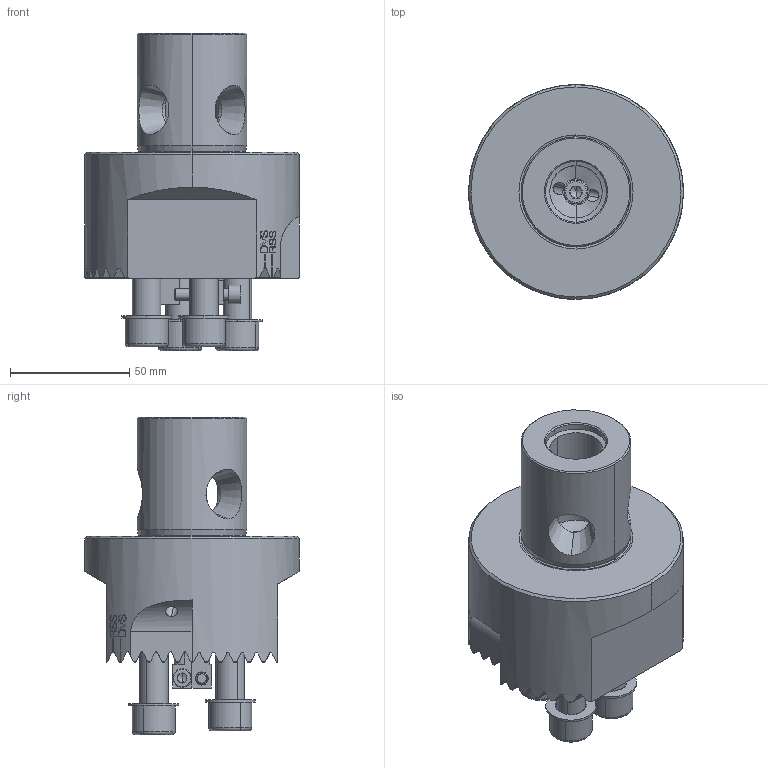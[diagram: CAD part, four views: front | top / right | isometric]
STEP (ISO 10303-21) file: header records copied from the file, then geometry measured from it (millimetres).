
FILE_DESCRIPTION(('no description'),'unknown implementation level');
FILE_NAME('A43B8BE5-C2BB-4D20-BE48-D835F005FBA9_export.stp',' ',('CIMSOURCE GmbH'),('CADClick - KiM GmbH - www.kimweb.de'),'unknown preprocess','ACIS','unknown authorization');
FILE_SCHEMA(('automotive_design'));
Length unit declared in the file: millimetre
Products named in the file (13): 319.701N Kaiser SW98-126(153)xCKN7|693.187 Kaiser ETL �13_21L_eingebaut;Rotation1; 319.701N Kaiser SW98-126(153)xCKN7|690.197 Kaiser ETL M5x0.5x23 spez;Verrundung1; 319.701N Kaiser SW98-126(153)xCKN7|690.970 Kaiser ETL M12x40_DIN 912 M12 x 20 --- 20C;Hex; 319.701N Kaiser SW98-126(153)xCKN7|690.173 Kaiser ETL M6x30_DIN 912 M6 x 30;Hex; 319.701N Kaiser SW98-126(153)xCKN7|319.730N Kaiser SW98xCKN7;RSS2; 319.701N Kaiser SW98-126(153)xCKN7|319.750 Kaiser ETL SW98;Fase5
Bounding box: 90 x 90 x 132.9 mm (x, y, z)
Volume: 367100.9 mm3; surface area: 67169.1 mm2
Topology: 13 solids, 13 shells, 779 faces, 2013 edges, 1274 vertices
Faces by surface type: plane 299, cylinder 216, bspline 134, cone 96, torus 32, sphere 2
Entity records: 65324 total; most frequent: CARTESIAN_POINT 24545, STYLED_ITEM 4055, PRESENTATION_STYLE_ASSIGNMENT 4055, COLOUR_RGB 4055, ORIENTED_EDGE 3978, DIRECTION 3377, EDGE_CURVE 1989, CURVE_STYLE 1989
